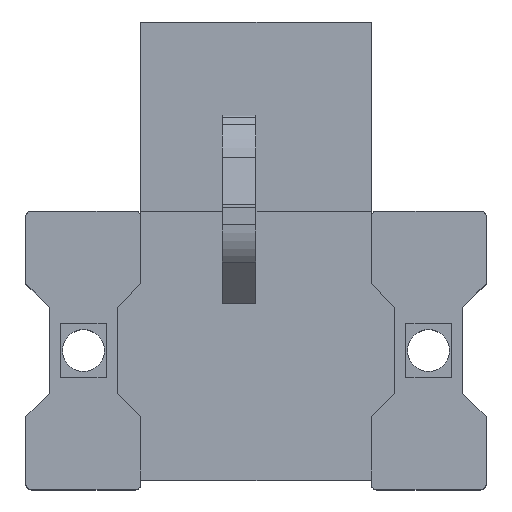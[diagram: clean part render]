
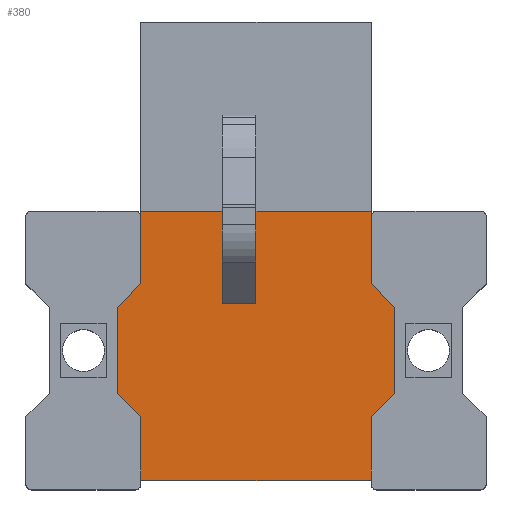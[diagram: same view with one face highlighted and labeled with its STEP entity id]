
A CAD part, top view. The second image highlights one B-rep face of the part: STEP entity #380.
In plain terms, the highlighted planar face has unit normal (0, 0, 1).
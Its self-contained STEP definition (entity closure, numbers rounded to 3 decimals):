
#248=AXIS2_PLACEMENT_3D('Plane Axis2P3D',#245,#246,#247) ;
#36=CARTESIAN_POINT('Line Origine',(10.16,0.4,10.95)) ;
#40=CARTESIAN_POINT('Vertex',(15.24,0.4,10.95)) ;
#42=CARTESIAN_POINT('Vertex',(5.08,0.4,10.95)) ;
#187=CARTESIAN_POINT('Line Origine',(5.08,12.175,10.95)) ;
#191=CARTESIAN_POINT('Vertex',(5.08,12.05,10.95)) ;
#193=CARTESIAN_POINT('Vertex',(5.08,12.3,10.95)) ;
#245=CARTESIAN_POINT('Axis2P3D Location',(5.08,0.4,10.95)) ;
#250=CARTESIAN_POINT('Line Origine',(15.24,1.805,10.95)) ;
#254=CARTESIAN_POINT('Vertex',(15.24,3.21,10.95)) ;
#257=CARTESIAN_POINT('Line Origine',(15.76,3.73,10.95)) ;
#261=CARTESIAN_POINT('Vertex',(16.28,4.25,10.95)) ;
#264=CARTESIAN_POINT('Line Origine',(16.28,6.15,10.95)) ;
#268=CARTESIAN_POINT('Vertex',(16.28,8.05,10.95)) ;
#271=CARTESIAN_POINT('Line Origine',(15.76,8.57,10.95)) ;
#275=CARTESIAN_POINT('Vertex',(15.24,9.09,10.95)) ;
#278=CARTESIAN_POINT('Line Origine',(15.24,10.57,10.95)) ;
#282=CARTESIAN_POINT('Vertex',(15.24,12.05,10.95)) ;
#285=CARTESIAN_POINT('Line Origine',(15.24,12.175,10.95)) ;
#289=CARTESIAN_POINT('Vertex',(15.24,12.3,10.95)) ;
#292=CARTESIAN_POINT('Line Origine',(10.16,12.3,10.95)) ;
#297=CARTESIAN_POINT('Line Origine',(5.08,10.57,10.95)) ;
#301=CARTESIAN_POINT('Vertex',(5.08,9.09,10.95)) ;
#304=CARTESIAN_POINT('Line Origine',(4.56,8.57,10.95)) ;
#308=CARTESIAN_POINT('Vertex',(4.04,8.05,10.95)) ;
#311=CARTESIAN_POINT('Line Origine',(4.04,6.15,10.95)) ;
#315=CARTESIAN_POINT('Vertex',(4.04,4.25,10.95)) ;
#318=CARTESIAN_POINT('Line Origine',(4.56,3.73,10.95)) ;
#322=CARTESIAN_POINT('Vertex',(5.08,3.21,10.95)) ;
#325=CARTESIAN_POINT('Line Origine',(5.08,1.805,10.95)) ;
#346=CARTESIAN_POINT('Line Origine',(8.66,10.234,10.95)) ;
#350=CARTESIAN_POINT('Vertex',(8.66,12.269,10.95)) ;
#352=CARTESIAN_POINT('Vertex',(8.66,8.2,10.95)) ;
#355=CARTESIAN_POINT('Line Origine',(9.41,12.269,10.95)) ;
#359=CARTESIAN_POINT('Vertex',(10.16,12.269,10.95)) ;
#362=CARTESIAN_POINT('Line Origine',(10.16,10.234,10.95)) ;
#366=CARTESIAN_POINT('Vertex',(10.16,8.2,10.95)) ;
#369=CARTESIAN_POINT('Line Origine',(9.41,8.2,10.95)) ;
#37=DIRECTION('Vector Direction',(1.,0.,0.)) ;
#188=DIRECTION('Vector Direction',(0.,1.,0.)) ;
#246=DIRECTION('Axis2P3D Direction',(0.,0.,1.)) ;
#247=DIRECTION('Axis2P3D XDirection',(1.,0.,0.)) ;
#251=DIRECTION('Vector Direction',(0.,1.,0.)) ;
#258=DIRECTION('Vector Direction',(-0.707,-0.707,0.)) ;
#265=DIRECTION('Vector Direction',(0.,-1.,0.)) ;
#272=DIRECTION('Vector Direction',(0.707,-0.707,0.)) ;
#279=DIRECTION('Vector Direction',(0.,1.,0.)) ;
#286=DIRECTION('Vector Direction',(0.,1.,0.)) ;
#293=DIRECTION('Vector Direction',(1.,0.,0.)) ;
#298=DIRECTION('Vector Direction',(0.,1.,0.)) ;
#305=DIRECTION('Vector Direction',(-0.707,-0.707,0.)) ;
#312=DIRECTION('Vector Direction',(0.,-1.,0.)) ;
#319=DIRECTION('Vector Direction',(0.707,-0.707,0.)) ;
#326=DIRECTION('Vector Direction',(0.,1.,0.)) ;
#347=DIRECTION('Vector Direction',(0.,1.,0.)) ;
#356=DIRECTION('Vector Direction',(1.,0.,0.)) ;
#363=DIRECTION('Vector Direction',(0.,1.,0.)) ;
#370=DIRECTION('Vector Direction',(1.,0.,0.)) ;
#38=VECTOR('Line Direction',#37,1.) ;
#189=VECTOR('Line Direction',#188,1.) ;
#252=VECTOR('Line Direction',#251,1.) ;
#259=VECTOR('Line Direction',#258,1.) ;
#266=VECTOR('Line Direction',#265,1.) ;
#273=VECTOR('Line Direction',#272,1.) ;
#280=VECTOR('Line Direction',#279,1.) ;
#287=VECTOR('Line Direction',#286,1.) ;
#294=VECTOR('Line Direction',#293,1.) ;
#299=VECTOR('Line Direction',#298,1.) ;
#306=VECTOR('Line Direction',#305,1.) ;
#313=VECTOR('Line Direction',#312,1.) ;
#320=VECTOR('Line Direction',#319,1.) ;
#327=VECTOR('Line Direction',#326,1.) ;
#348=VECTOR('Line Direction',#347,1.) ;
#357=VECTOR('Line Direction',#356,1.) ;
#364=VECTOR('Line Direction',#363,1.) ;
#371=VECTOR('Line Direction',#370,1.) ;
#331=ORIENTED_EDGE('',*,*,#256,.T.) ;
#332=ORIENTED_EDGE('',*,*,#263,.F.) ;
#333=ORIENTED_EDGE('',*,*,#270,.F.) ;
#334=ORIENTED_EDGE('',*,*,#277,.F.) ;
#335=ORIENTED_EDGE('',*,*,#284,.T.) ;
#336=ORIENTED_EDGE('',*,*,#291,.T.) ;
#337=ORIENTED_EDGE('',*,*,#296,.F.) ;
#338=ORIENTED_EDGE('',*,*,#195,.F.) ;
#339=ORIENTED_EDGE('',*,*,#303,.F.) ;
#340=ORIENTED_EDGE('',*,*,#310,.T.) ;
#341=ORIENTED_EDGE('',*,*,#317,.T.) ;
#342=ORIENTED_EDGE('',*,*,#324,.T.) ;
#343=ORIENTED_EDGE('',*,*,#329,.F.) ;
#344=ORIENTED_EDGE('',*,*,#44,.F.) ;
#375=ORIENTED_EDGE('',*,*,#354,.F.) ;
#376=ORIENTED_EDGE('',*,*,#361,.T.) ;
#377=ORIENTED_EDGE('',*,*,#368,.T.) ;
#378=ORIENTED_EDGE('',*,*,#373,.F.) ;
#379=FACE_BOUND('',#374,.T.) ;
#380=ADVANCED_FACE('BLL5.08/02/90FI 3.2SN OR 1843750000',(#345,#379),#249,.T.) ;
#44=EDGE_CURVE('',#41,#43,#39,.F.) ;
#195=EDGE_CURVE('',#192,#194,#190,.T.) ;
#256=EDGE_CURVE('',#41,#255,#253,.T.) ;
#263=EDGE_CURVE('',#262,#255,#260,.T.) ;
#270=EDGE_CURVE('',#269,#262,#267,.T.) ;
#277=EDGE_CURVE('',#276,#269,#274,.T.) ;
#284=EDGE_CURVE('',#276,#283,#281,.T.) ;
#291=EDGE_CURVE('',#283,#290,#288,.T.) ;
#296=EDGE_CURVE('',#194,#290,#295,.T.) ;
#303=EDGE_CURVE('',#302,#192,#300,.T.) ;
#310=EDGE_CURVE('',#302,#309,#307,.T.) ;
#317=EDGE_CURVE('',#309,#316,#314,.T.) ;
#324=EDGE_CURVE('',#316,#323,#321,.T.) ;
#329=EDGE_CURVE('',#43,#323,#328,.T.) ;
#354=EDGE_CURVE('',#351,#353,#349,.F.) ;
#361=EDGE_CURVE('',#351,#360,#358,.T.) ;
#368=EDGE_CURVE('',#360,#367,#365,.F.) ;
#373=EDGE_CURVE('',#353,#367,#372,.T.) ;
#330=EDGE_LOOP('',(#331,#332,#333,#334,#335,#336,#337,#338,#339,#340,#341,#342,#343,#344)) ;
#374=EDGE_LOOP('',(#375,#376,#377,#378)) ;
#345=FACE_OUTER_BOUND('',#330,.T.) ;
#39=LINE('Line',#36,#38) ;
#190=LINE('Line',#187,#189) ;
#253=LINE('Line',#250,#252) ;
#260=LINE('Line',#257,#259) ;
#267=LINE('Line',#264,#266) ;
#274=LINE('Line',#271,#273) ;
#281=LINE('Line',#278,#280) ;
#288=LINE('Line',#285,#287) ;
#295=LINE('Line',#292,#294) ;
#300=LINE('Line',#297,#299) ;
#307=LINE('Line',#304,#306) ;
#314=LINE('Line',#311,#313) ;
#321=LINE('Line',#318,#320) ;
#328=LINE('Line',#325,#327) ;
#349=LINE('Line',#346,#348) ;
#358=LINE('Line',#355,#357) ;
#365=LINE('Line',#362,#364) ;
#372=LINE('Line',#369,#371) ;
#249=PLANE('',#248) ;
#41=VERTEX_POINT('',#40) ;
#43=VERTEX_POINT('',#42) ;
#192=VERTEX_POINT('',#191) ;
#194=VERTEX_POINT('',#193) ;
#255=VERTEX_POINT('',#254) ;
#262=VERTEX_POINT('',#261) ;
#269=VERTEX_POINT('',#268) ;
#276=VERTEX_POINT('',#275) ;
#283=VERTEX_POINT('',#282) ;
#290=VERTEX_POINT('',#289) ;
#302=VERTEX_POINT('',#301) ;
#309=VERTEX_POINT('',#308) ;
#316=VERTEX_POINT('',#315) ;
#323=VERTEX_POINT('',#322) ;
#351=VERTEX_POINT('',#350) ;
#353=VERTEX_POINT('',#352) ;
#360=VERTEX_POINT('',#359) ;
#367=VERTEX_POINT('',#366) ;
